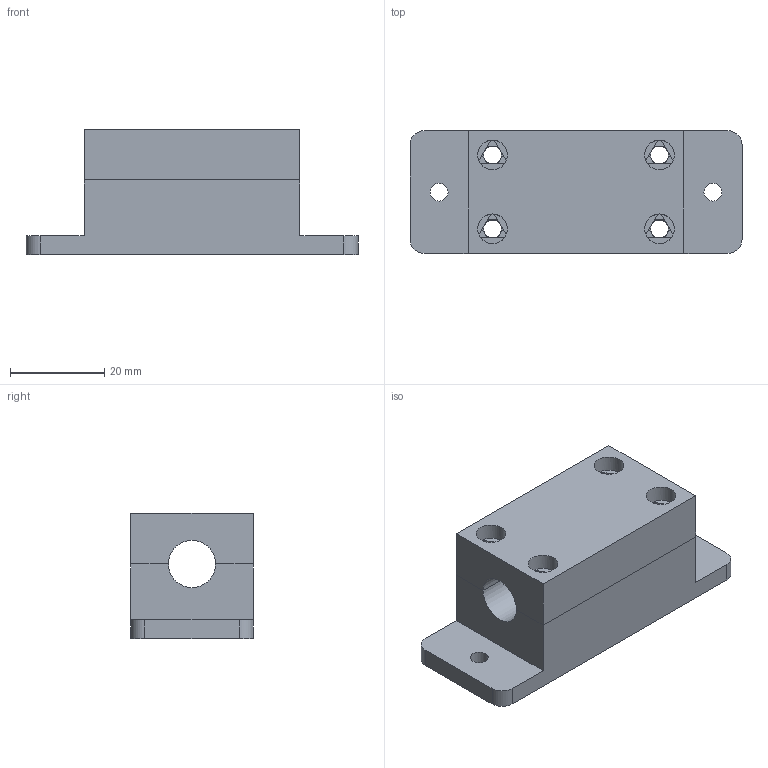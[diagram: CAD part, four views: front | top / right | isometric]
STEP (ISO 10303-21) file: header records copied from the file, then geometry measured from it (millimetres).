
FILE_DESCRIPTION(('FreeCAD Model'),'2;1');
FILE_NAME('thinlinbearhouse1rail_lm8.step','2019-03-27T18:41:34',( 'Author'),(''),'Open CASCADE STEP processor 7.2','FreeCAD','Unknown' );
FILE_SCHEMA(('AUTOMOTIVE_DESIGN_CC2 { 1 2 10303 214 -1 1 5 4 }'));
Length unit declared in the file: millimetre
Products named in the file (2): thinlinbearhouse1rail_lm8_bot; thinlinbearhouse1rail_lm8_top
Bounding box: 70.3 x 26 x 26.5 mm (x, y, z)
Volume: 25362.3 mm3; surface area: 12183.2 mm2
Topology: 2 solids, 2 shells, 286 faces, 822 edges, 540 vertices
Faces by surface type: plane 262, cylinder 24
Full cylindrical faces by diameter (mm): 3.8 x10, 6.3 x4
Entity records: 19793 total; most frequent: CARTESIAN_POINT 4311, DIRECTION 2614, ORIENTED_EDGE 1644, PCURVE 1644, DEFINITIONAL_REPRESENTATION 1644, LINE 1544, VECTOR 1544, EDGE_CURVE 822
